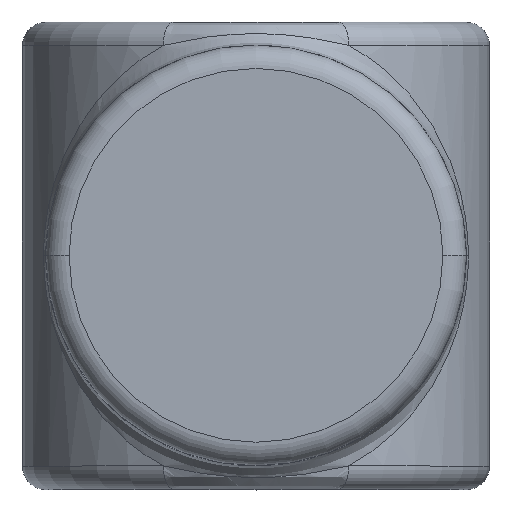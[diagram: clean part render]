
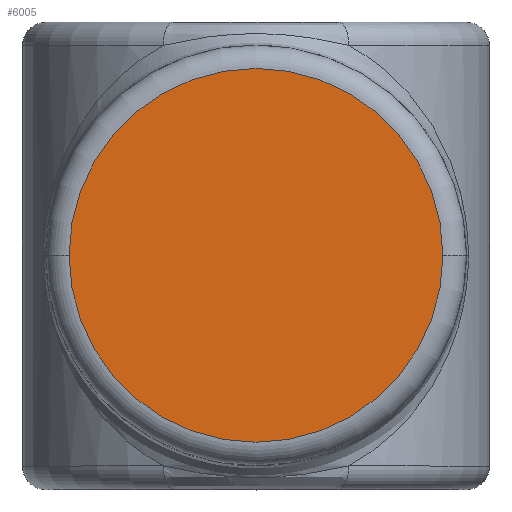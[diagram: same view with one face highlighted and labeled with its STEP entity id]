
A CAD part, top view. The second image highlights one B-rep face of the part: STEP entity #6005.
In plain terms, the highlighted planar face has unit normal (0, 0, 1).
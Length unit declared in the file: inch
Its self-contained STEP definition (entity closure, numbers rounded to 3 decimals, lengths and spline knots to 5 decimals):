
#1331=CARTESIAN_POINT('',(0.,250.,0.));
#1332=DIRECTION('',(0.,0.,1.));
#1333=DIRECTION('',(-1.,0.,0.));
#1334=AXIS2_PLACEMENT_3D('',#1331,#1332,#1333);
#1336=CARTESIAN_POINT('',(0.,250.,0.));
#1337=DIRECTION('',(0.,0.,1.));
#1338=DIRECTION('',(1.,0.,0.));
#1339=AXIS2_PLACEMENT_3D('',#1336,#1337,#1338);
#1857=CARTESIAN_POINT('',(-200.,250.,0.));
#1858=CARTESIAN_POINT('',(200.,250.,0.));
#1859=VERTEX_POINT('',#1857);
#1860=VERTEX_POINT('',#1858);
#5995=CARTESIAN_POINT('',(0.,0.,0.));
#5996=DIRECTION('',(0.,0.,1.));
#5997=DIRECTION('',(1.,0.,0.));
#5998=AXIS2_PLACEMENT_3D('',#5995,#5996,#5997);
#5999=PLANE('',#5998);
#6000=ORIENTED_EDGE('',*,*,#5985,.F.);
#6002=ORIENTED_EDGE('',*,*,#6001,.F.);
#6003=EDGE_LOOP('',(#6000,#6002));
#6004=FACE_OUTER_BOUND('',#6003,.F.);
#6005=ADVANCED_FACE('',(#6004),#5999,.T.);
#1335=CIRCLE('',#1334,200.);
#1340=CIRCLE('',#1339,200.);
#5985=EDGE_CURVE('',#1859,#1860,#1335,.T.);
#6001=EDGE_CURVE('',#1860,#1859,#1340,.T.);
